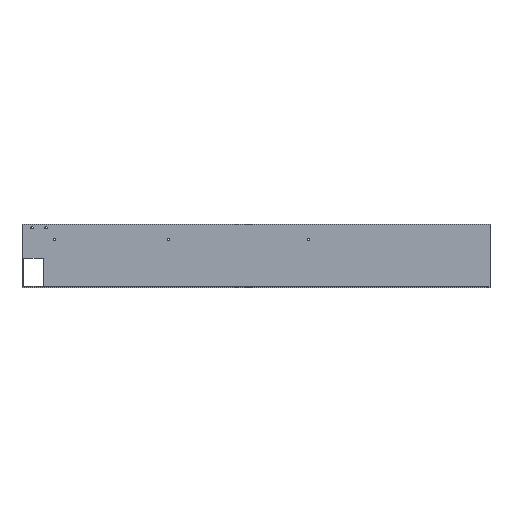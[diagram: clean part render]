
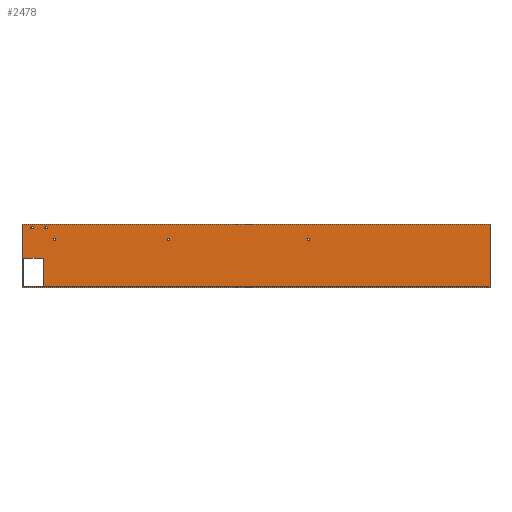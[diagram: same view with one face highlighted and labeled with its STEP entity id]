
A CAD part, front view. The second image highlights one B-rep face of the part: STEP entity #2478.
In plain terms, the highlighted planar face has unit normal (0, -1, 0).
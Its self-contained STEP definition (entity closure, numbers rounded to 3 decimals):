
#120=CARTESIAN_POINT('Vertex',(0.,-423.,135.6)) ;
#162=CARTESIAN_POINT('Vertex',(0.,-423.,0.)) ;
#165=CARTESIAN_POINT('Line Origine',(0.,-423.,67.8)) ;
#536=CARTESIAN_POINT('Vertex',(610.,-423.,102.4)) ;
#539=CARTESIAN_POINT('Axis2P3D Location',(612.5,-423.,102.4)) ;
#543=CARTESIAN_POINT('Vertex',(615.,-423.,102.4)) ;
#563=CARTESIAN_POINT('Axis2P3D Location',(612.5,-423.,102.4)) ;
#588=CARTESIAN_POINT('Vertex',(310.,-423.,102.4)) ;
#591=CARTESIAN_POINT('Axis2P3D Location',(312.5,-423.,102.4)) ;
#595=CARTESIAN_POINT('Vertex',(315.,-423.,102.4)) ;
#615=CARTESIAN_POINT('Axis2P3D Location',(312.5,-423.,102.4)) ;
#640=CARTESIAN_POINT('Vertex',(67.5,-423.,102.4)) ;
#643=CARTESIAN_POINT('Axis2P3D Location',(70.,-423.,102.4)) ;
#647=CARTESIAN_POINT('Vertex',(72.5,-423.,102.4)) ;
#667=CARTESIAN_POINT('Axis2P3D Location',(70.,-423.,102.4)) ;
#691=CARTESIAN_POINT('Line Origine',(500.,-423.,135.6)) ;
#695=CARTESIAN_POINT('Vertex',(1000.,-423.,135.6)) ;
#1083=CARTESIAN_POINT('Line Origine',(1000.,-423.,67.8)) ;
#1087=CARTESIAN_POINT('Vertex',(1000.,-423.,0.)) ;
#1847=CARTESIAN_POINT('Vertex',(45.572,-423.,63.)) ;
#1850=CARTESIAN_POINT('Line Origine',(24.572,-423.,63.)) ;
#1854=CARTESIAN_POINT('Vertex',(3.572,-423.,63.)) ;
#1888=CARTESIAN_POINT('Line Origine',(3.572,-423.,33.)) ;
#1892=CARTESIAN_POINT('Vertex',(3.572,-423.,3.)) ;
#1923=CARTESIAN_POINT('Vertex',(45.572,-423.,3.)) ;
#1926=CARTESIAN_POINT('Line Origine',(45.572,-423.,33.)) ;
#2403=CARTESIAN_POINT('Axis2P3D Location',(0.,-423.,135.6)) ;
#2408=CARTESIAN_POINT('Line Origine',(500.,-423.,0.)) ;
#2419=CARTESIAN_POINT('Line Origine',(24.572,-423.,3.)) ;
#2442=CARTESIAN_POINT('Axis2P3D Location',(51.572,-423.,128.1)) ;
#2446=CARTESIAN_POINT('Vertex',(54.072,-423.,128.1)) ;
#2448=CARTESIAN_POINT('Vertex',(49.072,-423.,128.1)) ;
#2451=CARTESIAN_POINT('Axis2P3D Location',(51.572,-423.,128.1)) ;
#2460=CARTESIAN_POINT('Axis2P3D Location',(21.572,-423.,128.1)) ;
#2464=CARTESIAN_POINT('Vertex',(24.072,-423.,128.1)) ;
#2466=CARTESIAN_POINT('Vertex',(19.072,-423.,128.1)) ;
#2469=CARTESIAN_POINT('Axis2P3D Location',(21.572,-423.,128.1)) ;
#166=DIRECTION('Vector Direction',(0.,0.,-1.)) ;
#540=DIRECTION('Axis2P3D Direction',(0.,-1.,0.)) ;
#564=DIRECTION('Axis2P3D Direction',(0.,-1.,0.)) ;
#592=DIRECTION('Axis2P3D Direction',(0.,-1.,0.)) ;
#616=DIRECTION('Axis2P3D Direction',(0.,-1.,0.)) ;
#644=DIRECTION('Axis2P3D Direction',(0.,-1.,0.)) ;
#668=DIRECTION('Axis2P3D Direction',(0.,-1.,0.)) ;
#692=DIRECTION('Vector Direction',(1.,0.,0.)) ;
#1084=DIRECTION('Vector Direction',(0.,0.,-1.)) ;
#1851=DIRECTION('Vector Direction',(-1.,0.,0.)) ;
#1889=DIRECTION('Vector Direction',(0.,0.,1.)) ;
#1927=DIRECTION('Vector Direction',(0.,0.,-1.)) ;
#2404=DIRECTION('Axis2P3D Direction',(0.,-1.,0.)) ;
#2405=DIRECTION('Axis2P3D XDirection',(0.,0.,-1.)) ;
#2409=DIRECTION('Vector Direction',(1.,0.,0.)) ;
#2420=DIRECTION('Vector Direction',(-1.,0.,0.)) ;
#2443=DIRECTION('Axis2P3D Direction',(0.,-1.,0.)) ;
#2452=DIRECTION('Axis2P3D Direction',(0.,-1.,0.)) ;
#2461=DIRECTION('Axis2P3D Direction',(0.,-1.,0.)) ;
#2470=DIRECTION('Axis2P3D Direction',(0.,-1.,0.)) ;
#541=AXIS2_PLACEMENT_3D('Circle Axis2P3D',#539,#540,$) ;
#565=AXIS2_PLACEMENT_3D('Circle Axis2P3D',#563,#564,$) ;
#593=AXIS2_PLACEMENT_3D('Circle Axis2P3D',#591,#592,$) ;
#617=AXIS2_PLACEMENT_3D('Circle Axis2P3D',#615,#616,$) ;
#645=AXIS2_PLACEMENT_3D('Circle Axis2P3D',#643,#644,$) ;
#669=AXIS2_PLACEMENT_3D('Circle Axis2P3D',#667,#668,$) ;
#2406=AXIS2_PLACEMENT_3D('Plane Axis2P3D',#2403,#2404,#2405) ;
#2444=AXIS2_PLACEMENT_3D('Circle Axis2P3D',#2442,#2443,$) ;
#2453=AXIS2_PLACEMENT_3D('Circle Axis2P3D',#2451,#2452,$) ;
#2462=AXIS2_PLACEMENT_3D('Circle Axis2P3D',#2460,#2461,$) ;
#2471=AXIS2_PLACEMENT_3D('Circle Axis2P3D',#2469,#2470,$) ;
#2414=ORIENTED_EDGE('',*,*,#697,.F.) ;
#2415=ORIENTED_EDGE('',*,*,#169,.T.) ;
#2416=ORIENTED_EDGE('',*,*,#2412,.T.) ;
#2417=ORIENTED_EDGE('',*,*,#1089,.F.) ;
#2425=ORIENTED_EDGE('',*,*,#1856,.F.) ;
#2426=ORIENTED_EDGE('',*,*,#1930,.T.) ;
#2427=ORIENTED_EDGE('',*,*,#2423,.T.) ;
#2428=ORIENTED_EDGE('',*,*,#1894,.T.) ;
#2431=ORIENTED_EDGE('',*,*,#671,.F.) ;
#2432=ORIENTED_EDGE('',*,*,#649,.F.) ;
#2435=ORIENTED_EDGE('',*,*,#619,.F.) ;
#2436=ORIENTED_EDGE('',*,*,#597,.F.) ;
#2439=ORIENTED_EDGE('',*,*,#567,.F.) ;
#2440=ORIENTED_EDGE('',*,*,#545,.F.) ;
#2457=ORIENTED_EDGE('',*,*,#2450,.F.) ;
#2458=ORIENTED_EDGE('',*,*,#2455,.F.) ;
#2475=ORIENTED_EDGE('',*,*,#2468,.F.) ;
#2476=ORIENTED_EDGE('',*,*,#2473,.F.) ;
#2429=FACE_BOUND('',#2424,.T.) ;
#2433=FACE_BOUND('',#2430,.T.) ;
#2437=FACE_BOUND('',#2434,.T.) ;
#2441=FACE_BOUND('',#2438,.T.) ;
#2459=FACE_BOUND('',#2456,.T.) ;
#2477=FACE_BOUND('',#2474,.T.) ;
#167=VECTOR('Line Direction',#166,1.) ;
#693=VECTOR('Line Direction',#692,1.) ;
#1085=VECTOR('Line Direction',#1084,1.) ;
#1852=VECTOR('Line Direction',#1851,1.) ;
#1890=VECTOR('Line Direction',#1889,1.) ;
#1928=VECTOR('Line Direction',#1927,1.) ;
#2410=VECTOR('Line Direction',#2409,1.) ;
#2421=VECTOR('Line Direction',#2420,1.) ;
#2478=ADVANCED_FACE('Corps principal',(#2418,#2429,#2433,#2437,#2441,#2459,#2477),#2407,.T.) ;
#542=CIRCLE('generated circle',#541,2.5) ;
#566=CIRCLE('generated circle',#565,2.5) ;
#594=CIRCLE('generated circle',#593,2.5) ;
#618=CIRCLE('generated circle',#617,2.5) ;
#646=CIRCLE('generated circle',#645,2.5) ;
#670=CIRCLE('generated circle',#669,2.5) ;
#2445=CIRCLE('generated circle',#2444,2.5) ;
#2454=CIRCLE('generated circle',#2453,2.5) ;
#2463=CIRCLE('generated circle',#2462,2.5) ;
#2472=CIRCLE('generated circle',#2471,2.5) ;
#169=EDGE_CURVE('',#121,#163,#168,.T.) ;
#545=EDGE_CURVE('',#537,#544,#542,.T.) ;
#567=EDGE_CURVE('',#544,#537,#566,.T.) ;
#597=EDGE_CURVE('',#589,#596,#594,.T.) ;
#619=EDGE_CURVE('',#596,#589,#618,.T.) ;
#649=EDGE_CURVE('',#641,#648,#646,.T.) ;
#671=EDGE_CURVE('',#648,#641,#670,.T.) ;
#697=EDGE_CURVE('',#121,#696,#694,.T.) ;
#1089=EDGE_CURVE('',#696,#1088,#1086,.T.) ;
#1856=EDGE_CURVE('',#1848,#1855,#1853,.T.) ;
#1894=EDGE_CURVE('',#1893,#1855,#1891,.T.) ;
#1930=EDGE_CURVE('',#1848,#1924,#1929,.T.) ;
#2412=EDGE_CURVE('',#163,#1088,#2411,.T.) ;
#2423=EDGE_CURVE('',#1924,#1893,#2422,.T.) ;
#2450=EDGE_CURVE('',#2447,#2449,#2445,.T.) ;
#2455=EDGE_CURVE('',#2449,#2447,#2454,.T.) ;
#2468=EDGE_CURVE('',#2465,#2467,#2463,.T.) ;
#2473=EDGE_CURVE('',#2467,#2465,#2472,.T.) ;
#2413=EDGE_LOOP('',(#2414,#2415,#2416,#2417)) ;
#2424=EDGE_LOOP('',(#2425,#2426,#2427,#2428)) ;
#2430=EDGE_LOOP('',(#2431,#2432)) ;
#2434=EDGE_LOOP('',(#2435,#2436)) ;
#2438=EDGE_LOOP('',(#2439,#2440)) ;
#2456=EDGE_LOOP('',(#2457,#2458)) ;
#2474=EDGE_LOOP('',(#2475,#2476)) ;
#2418=FACE_OUTER_BOUND('',#2413,.T.) ;
#168=LINE('Line',#165,#167) ;
#694=LINE('Line',#691,#693) ;
#1086=LINE('Line',#1083,#1085) ;
#1853=LINE('Line',#1850,#1852) ;
#1891=LINE('Line',#1888,#1890) ;
#1929=LINE('Line',#1926,#1928) ;
#2411=LINE('Line',#2408,#2410) ;
#2422=LINE('Line',#2419,#2421) ;
#2407=PLANE('Plane',#2406) ;
#121=VERTEX_POINT('',#120) ;
#163=VERTEX_POINT('',#162) ;
#537=VERTEX_POINT('',#536) ;
#544=VERTEX_POINT('',#543) ;
#589=VERTEX_POINT('',#588) ;
#596=VERTEX_POINT('',#595) ;
#641=VERTEX_POINT('',#640) ;
#648=VERTEX_POINT('',#647) ;
#696=VERTEX_POINT('',#695) ;
#1088=VERTEX_POINT('',#1087) ;
#1848=VERTEX_POINT('',#1847) ;
#1855=VERTEX_POINT('',#1854) ;
#1893=VERTEX_POINT('',#1892) ;
#1924=VERTEX_POINT('',#1923) ;
#2447=VERTEX_POINT('',#2446) ;
#2449=VERTEX_POINT('',#2448) ;
#2465=VERTEX_POINT('',#2464) ;
#2467=VERTEX_POINT('',#2466) ;
